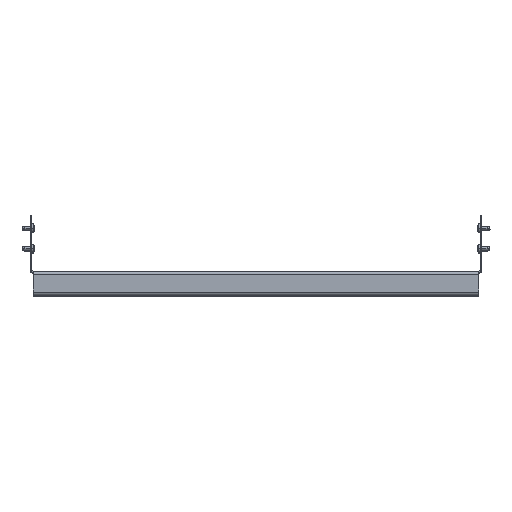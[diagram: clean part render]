
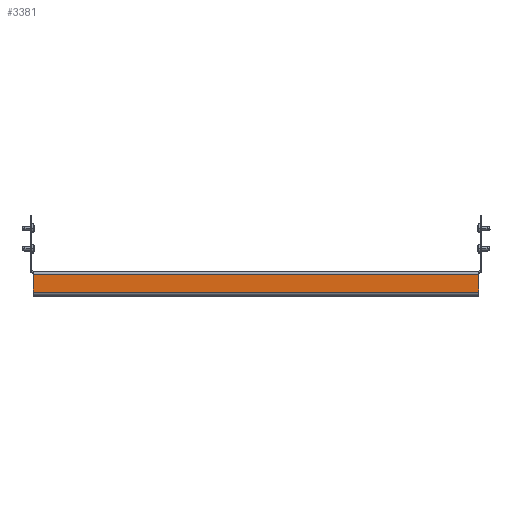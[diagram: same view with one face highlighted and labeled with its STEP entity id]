
A CAD part, top view. The second image highlights one B-rep face of the part: STEP entity #3381.
In plain terms, the highlighted face is planar.
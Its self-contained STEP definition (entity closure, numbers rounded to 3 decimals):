
#360 = EDGE_CURVE ( 'NONE', #1616, #4481, #1766, .T. ) ;
#371 = VECTOR ( 'NONE', #1192, 1000. ) ;
#670 = LINE ( 'NONE', #4526, #5165 ) ;
#917 = PLANE ( 'NONE',  #1562 ) ;
#973 = ORIENTED_EDGE ( 'NONE', *, *, #360, .F. ) ;
#1008 = FACE_OUTER_BOUND ( 'NONE', #3154, .T. ) ;
#1071 = CARTESIAN_POINT ( 'NONE',  ( 273.5, -274.5, 26. ) ) ;
#1192 = DIRECTION ( 'NONE',  ( 0., 0., -1. ) ) ;
#1225 = DIRECTION ( 'NONE',  ( 0., 0., 1. ) ) ;
#1294 = CARTESIAN_POINT ( 'NONE',  ( 273.5, 274.5, 0. ) ) ;
#1410 = DIRECTION ( 'NONE',  ( 0., -1., 0. ) ) ;
#1521 = EDGE_CURVE ( 'NONE', #6315, #4481, #6006, .T. ) ;
#1562 = AXIS2_PLACEMENT_3D ( 'NONE', #1859, #6623, #4566 ) ;
#1616 = VERTEX_POINT ( 'NONE', #6198 ) ;
#1727 = VECTOR ( 'NONE', #1225, 1000. ) ;
#1766 = LINE ( 'NONE', #2191, #6209 ) ;
#1859 = CARTESIAN_POINT ( 'NONE',  ( 273.5, 0., 0. ) ) ;
#2041 = EDGE_CURVE ( 'NONE', #1616, #5680, #2131, .T. ) ;
#2083 = CARTESIAN_POINT ( 'NONE',  ( 273.5, 274.5, 26. ) ) ;
#2131 = LINE ( 'NONE', #1294, #1727 ) ;
#2191 = CARTESIAN_POINT ( 'NONE',  ( 273.5, -274.5, 4. ) ) ;
#2235 = DIRECTION ( 'NONE',  ( 0., -1., 0. ) ) ;
#2332 = CARTESIAN_POINT ( 'NONE',  ( 273.5, -274.5, 4. ) ) ;
#2449 = ORIENTED_EDGE ( 'NONE', *, *, #2041, .T. ) ;
#2533 = ORIENTED_EDGE ( 'NONE', *, *, #2744, .T. ) ;
#2744 = EDGE_CURVE ( 'NONE', #5680, #6315, #670, .T. ) ;
#3154 = EDGE_LOOP ( 'NONE', ( #973, #2449, #2533, #4085 ) ) ;
#3274 = CARTESIAN_POINT ( 'NONE',  ( 273.5, -274.5, 0. ) ) ;
#3381 = ADVANCED_FACE ( 'NONE', ( #1008 ), #917, .F. ) ;
#4085 = ORIENTED_EDGE ( 'NONE', *, *, #1521, .T. ) ;
#4481 = VERTEX_POINT ( 'NONE', #2332 ) ;
#4526 = CARTESIAN_POINT ( 'NONE',  ( 273.5, 0., 26. ) ) ;
#4566 = DIRECTION ( 'NONE',  ( 0., 0., 1. ) ) ;
#5165 = VECTOR ( 'NONE', #1410, 1000. ) ;
#5680 = VERTEX_POINT ( 'NONE', #2083 ) ;
#6006 = LINE ( 'NONE', #3274, #371 ) ;
#6198 = CARTESIAN_POINT ( 'NONE',  ( 273.5, 274.5, 4. ) ) ;
#6209 = VECTOR ( 'NONE', #2235, 1000. ) ;
#6315 = VERTEX_POINT ( 'NONE', #1071 ) ;
#6623 = DIRECTION ( 'NONE',  ( -1., 0., 0. ) ) ;
